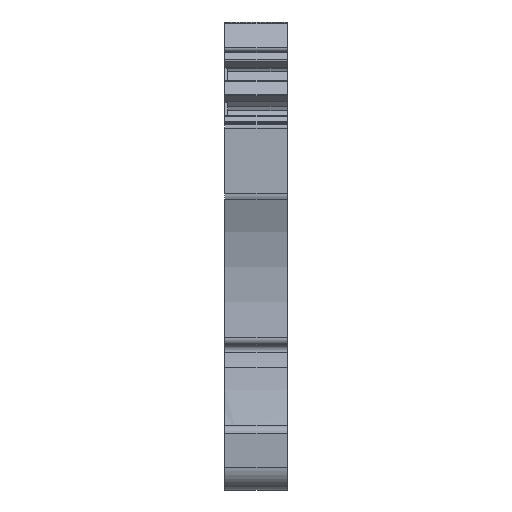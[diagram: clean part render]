
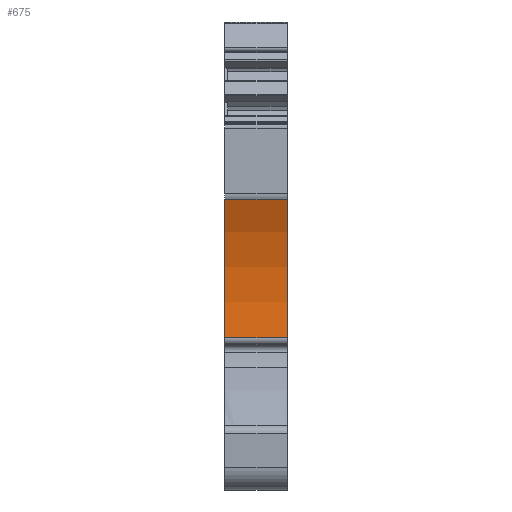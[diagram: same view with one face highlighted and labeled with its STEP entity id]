
A CAD part, front view. The second image highlights one B-rep face of the part: STEP entity #675.
In plain terms, the highlighted cylindrical face has radius 20 mm (diameter 40 mm), a partial arc.
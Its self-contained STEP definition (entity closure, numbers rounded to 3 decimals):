
#675 = ADVANCED_FACE( '', ( #1445 ), #1446, .F. );
#1445 = FACE_OUTER_BOUND( '', #2298, .T. );
#1446 = CYLINDRICAL_SURFACE( '', #2299, 20. );
#2298 = EDGE_LOOP( '', ( #4382, #4383, #4384, #4385 ) );
#2299 = AXIS2_PLACEMENT_3D( '', #4386, #4387, #4388 );
#4382 = ORIENTED_EDGE( '', *, *, #6192, .F. );
#4383 = ORIENTED_EDGE( '', *, *, #6193, .F. );
#4384 = ORIENTED_EDGE( '', *, *, #5938, .T. );
#4385 = ORIENTED_EDGE( '', *, *, #6194, .T. );
#4386 = CARTESIAN_POINT( '', ( 5.1, -18.105, 15.54 ) );
#4387 = DIRECTION( '', ( 1., 0., 0. ) );
#4388 = DIRECTION( '', ( 0., 0., 1. ) );
#5938 = EDGE_CURVE( '', #7454, #7452, #7455, .T. );
#6192 = EDGE_CURVE( '', #7794, #7795, #7796, .T. );
#6193 = EDGE_CURVE( '', #7454, #7794, #7797, .T. );
#6194 = EDGE_CURVE( '', #7452, #7795, #7798, .T. );
#7452 = VERTEX_POINT( '', #9508 );
#7454 = VERTEX_POINT( '', #9510 );
#7455 = CIRCLE( '', #9511, 20. );
#7794 = VERTEX_POINT( '', #9989 );
#7795 = VERTEX_POINT( '', #9990 );
#7796 = CIRCLE( '', #9991, 20. );
#7797 = LINE( '', #9992, #9993 );
#7798 = LINE( '', #9994, #9995 );
#9508 = CARTESIAN_POINT( '', ( 5.1, 0.09, 23.842 ) );
#9510 = CARTESIAN_POINT( '', ( 5.1, 1.659, 12.477 ) );
#9511 = AXIS2_PLACEMENT_3D( '', #11034, #11035, #11036 );
#9989 = CARTESIAN_POINT( '', ( 0., 1.659, 12.477 ) );
#9990 = CARTESIAN_POINT( '', ( 0., 0.09, 23.842 ) );
#9991 = AXIS2_PLACEMENT_3D( '', #11281, #11282, #11283 );
#9992 = CARTESIAN_POINT( '', ( 5.1, 1.659, 12.477 ) );
#9993 = VECTOR( '', #11284, 1000. );
#9994 = CARTESIAN_POINT( '', ( 5.1, 0.09, 23.842 ) );
#9995 = VECTOR( '', #11285, 1000. );
#11034 = CARTESIAN_POINT( '', ( 5.1, -18.105, 15.54 ) );
#11035 = DIRECTION( '', ( 1., 0., 0. ) );
#11036 = DIRECTION( '', ( 0., 0., -1. ) );
#11281 = CARTESIAN_POINT( '', ( 0., -18.105, 15.54 ) );
#11282 = DIRECTION( '', ( 1., 0., 0. ) );
#11283 = DIRECTION( '', ( 0., 0., -1. ) );
#11284 = DIRECTION( '', ( -1., 0., 0. ) );
#11285 = DIRECTION( '', ( -1., 0., 0. ) );
